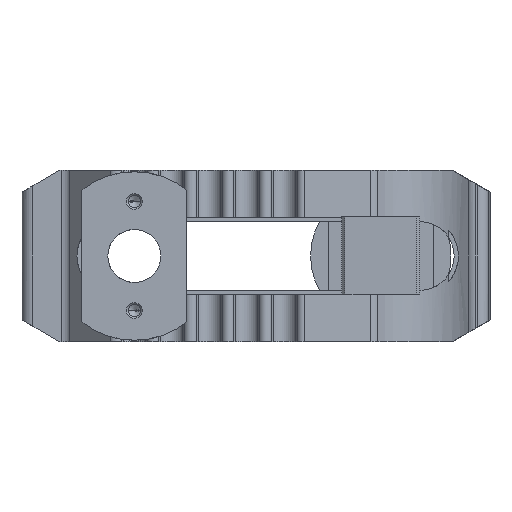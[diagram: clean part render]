
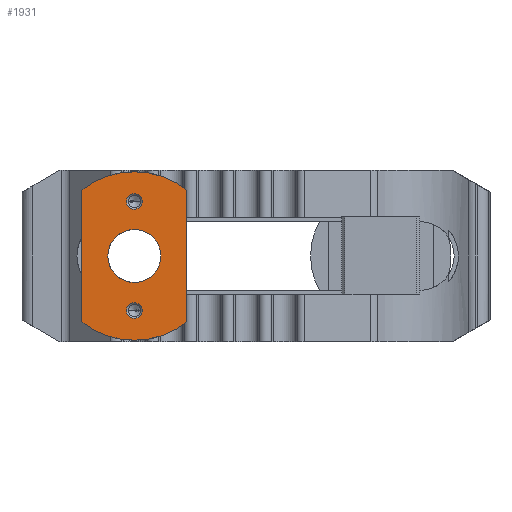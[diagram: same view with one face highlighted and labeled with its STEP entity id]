
A CAD part, front view. The second image highlights one B-rep face of the part: STEP entity #1931.
In plain terms, the highlighted planar face has unit normal (0, -1, 0).
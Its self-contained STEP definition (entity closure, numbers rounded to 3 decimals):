
#1931=ADVANCED_FACE('',(#5341,#5342,#5343,#5344),#5345,.T.);
#2031=VERTEX_POINT('',#5456);
#2323=VERTEX_POINT('',#5772);
#2335=EDGE_CURVE('',#2323,#4033,#5785,.T.);
#2361=VERTEX_POINT('',#5813);
#2397=EDGE_CURVE('',#2417,#2361,#5849,.T.);
#2417=VERTEX_POINT('',#5873);
#2733=VERTEX_POINT('',#6220);
#2735=EDGE_CURVE('',#4755,#2733,#6222,.T.);
#3121=EDGE_CURVE('',#2733,#4033,#6649,.T.);
#3339=EDGE_CURVE('',#2323,#4755,#6888,.T.);
#3833=EDGE_CURVE('',#4279,#2031,#7432,.T.);
#4019=EDGE_CURVE('',#4483,#4513,#7636,.T.);
#4033=VERTEX_POINT('',#7651);
#4279=VERTEX_POINT('',#7916);
#4315=EDGE_CURVE('',#2031,#4279,#7955,.T.);
#4483=VERTEX_POINT('',#8136);
#4509=EDGE_CURVE('',#4513,#4483,#8166,.T.);
#4513=VERTEX_POINT('',#8170);
#4755=VERTEX_POINT('',#8435);
#5065=EDGE_CURVE('',#2361,#2417,#8775,.T.);
#5341=FACE_BOUND('',#9176,.T.);
#5342=FACE_BOUND('',#9177,.T.);
#5343=FACE_BOUND('',#9178,.T.);
#5344=FACE_OUTER_BOUND('',#9179,.T.);
#5345=PLANE('',#9180);
#5456=CARTESIAN_POINT('',(-2.5,0.0,-17.5));
#5772=CARTESIAN_POINT('',(-16.8,0.0,21.137));
#5785=LINE('',#9863,#9864);
#5813=CARTESIAN_POINT('',(-2.5,0.,17.5));
#5849=CIRCLE('',#9959,2.5);
#5873=CARTESIAN_POINT('',(2.5,0.0,17.5));
#6220=CARTESIAN_POINT('',(16.8,0.0,-21.137));
#6222=LINE('',#10560,#10561);
#6649=CIRCLE('',#11254,27.0);
#6888=CIRCLE('',#11615,27.0);
#7432=CIRCLE('',#12371,2.5);
#7636=CIRCLE('',#12709,8.5);
#7651=CARTESIAN_POINT('',(-16.8,0.0,-21.137));
#7916=CARTESIAN_POINT('',(2.5,0.,-17.5));
#7955=CIRCLE('',#13220,2.5);
#8136=CARTESIAN_POINT('',(-8.5,0.,0.));
#8166=CIRCLE('',#13532,8.5);
#8170=CARTESIAN_POINT('',(8.5,0.0,0.));
#8435=CARTESIAN_POINT('',(16.8,0.0,21.137));
#8775=CIRCLE('',#14439,2.5);
#9176=EDGE_LOOP('',(#14761,#14762));
#9177=EDGE_LOOP('',(#14763,#14764));
#9178=EDGE_LOOP('',(#14765,#14766));
#9179=EDGE_LOOP('',(#14767,#14768,#14769,#14770));
#9180=AXIS2_PLACEMENT_3D('',#14771,#14772,#14773);
#9863=CARTESIAN_POINT('',(-16.8,0.0,28.0));
#9864=VECTOR('',#15315,1.0);
#9959=AXIS2_PLACEMENT_3D('',#15363,#15364,#15365);
#10560=CARTESIAN_POINT('',(16.8,0.0,28.0));
#10561=VECTOR('',#15818,1.0);
#11254=AXIS2_PLACEMENT_3D('',#16340,#16341,#16342);
#11615=AXIS2_PLACEMENT_3D('',#16588,#16589,#16590);
#12371=AXIS2_PLACEMENT_3D('',#17231,#17232,#17233);
#12709=AXIS2_PLACEMENT_3D('',#17437,#17438,#17439);
#13220=AXIS2_PLACEMENT_3D('',#17743,#17744,#17745);
#13532=AXIS2_PLACEMENT_3D('',#17975,#17976,#17977);
#14439=AXIS2_PLACEMENT_3D('',#18695,#18696,#18697);
#14761=ORIENTED_EDGE('',*,*,#4315,.T.);
#14762=ORIENTED_EDGE('',*,*,#3833,.T.);
#14763=ORIENTED_EDGE('',*,*,#2397,.T.);
#14764=ORIENTED_EDGE('',*,*,#5065,.T.);
#14765=ORIENTED_EDGE('',*,*,#4509,.T.);
#14766=ORIENTED_EDGE('',*,*,#4019,.T.);
#14767=ORIENTED_EDGE('',*,*,#3339,.F.);
#14768=ORIENTED_EDGE('',*,*,#2335,.T.);
#14769=ORIENTED_EDGE('',*,*,#3121,.F.);
#14770=ORIENTED_EDGE('',*,*,#2735,.F.);
#14771=CARTESIAN_POINT('',(-16.8,0.0,28.0));
#14772=DIRECTION('',(0.,-1.0,0.));
#14773=DIRECTION('',(-1.0,0.,0.));
#15315=DIRECTION('',(0.0,0.,-1.0));
#15363=CARTESIAN_POINT('',(0.0,0.0,17.5));
#15364=DIRECTION('',(0.,1.0,0.));
#15365=DIRECTION('',(1.0,0.,0.));
#15818=DIRECTION('',(0.0,0.,-1.0));
#16340=CARTESIAN_POINT('',(0.0,0.0,0.0));
#16341=DIRECTION('',(0.,1.0,0.));
#16342=DIRECTION('',(-1.0,0.,0.));
#16588=CARTESIAN_POINT('',(0.0,0.0,0.0));
#16589=DIRECTION('',(0.,1.0,0.));
#16590=DIRECTION('',(-1.0,0.,0.));
#17231=CARTESIAN_POINT('',(0.0,0.0,-17.5));
#17232=DIRECTION('',(0.,1.0,0.));
#17233=DIRECTION('',(-1.0,0.,0.));
#17437=CARTESIAN_POINT('',(0.0,0.0,0.0));
#17438=DIRECTION('',(0.,1.0,0.));
#17439=DIRECTION('',(-1.0,0.,0.));
#17743=CARTESIAN_POINT('',(0.0,0.0,-17.5));
#17744=DIRECTION('',(0.,1.0,0.));
#17745=DIRECTION('',(-1.0,0.,0.));
#17975=CARTESIAN_POINT('',(0.0,0.0,0.0));
#17976=DIRECTION('',(0.,1.0,0.));
#17977=DIRECTION('',(-1.0,0.,0.));
#18695=CARTESIAN_POINT('',(0.0,0.0,17.5));
#18696=DIRECTION('',(0.,1.0,0.));
#18697=DIRECTION('',(1.0,0.,0.));
